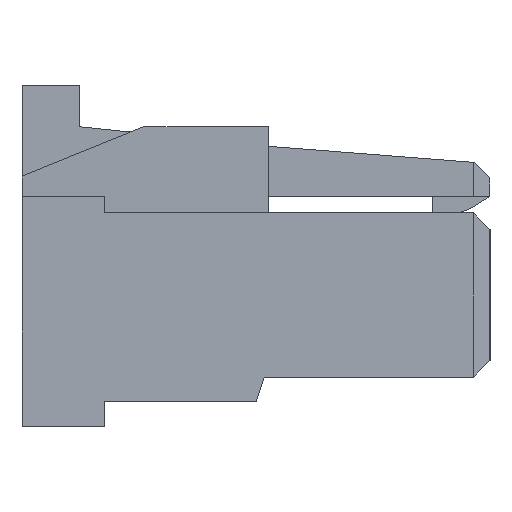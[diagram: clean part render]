
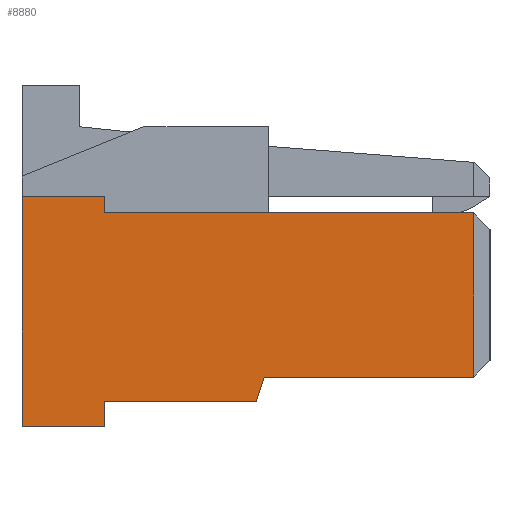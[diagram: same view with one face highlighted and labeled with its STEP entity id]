
A CAD part, left-side view. The second image highlights one B-rep face of the part: STEP entity #8880.
In plain terms, the highlighted planar face has unit normal (-1, 0, 0).
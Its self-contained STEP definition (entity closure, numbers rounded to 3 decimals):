
#37=DIRECTION('',(0.,0.,1.));
#38=VECTOR('',#37,2.8);
#39=CARTESIAN_POINT('',(-5.575,5.7,-2.075));
#40=LINE('',#39,#38);
#2167=DIRECTION('',(0.,0.,-1.));
#2168=VECTOR('',#2167,2.);
#2169=CARTESIAN_POINT('',(-5.575,0.2,0.525));
#2170=LINE('',#2169,#2168);
#2171=DIRECTION('',(0.,1.,0.));
#2172=VECTOR('',#2171,2.55);
#2173=CARTESIAN_POINT('',(-5.575,0.2,-1.475));
#2174=LINE('',#2173,#2172);
#2175=DIRECTION('',(0.,-0.316,0.949));
#2176=VECTOR('',#2175,0.316);
#2177=CARTESIAN_POINT('',(-5.575,2.85,-1.775));
#2178=LINE('',#2177,#2176);
#2179=DIRECTION('',(0.,1.,0.));
#2180=VECTOR('',#2179,1.85);
#2181=CARTESIAN_POINT('',(-5.575,2.85,-1.775));
#2182=LINE('',#2181,#2180);
#2183=DIRECTION('',(0.,0.,1.));
#2184=VECTOR('',#2183,0.3);
#2185=CARTESIAN_POINT('',(-5.575,4.7,-2.075));
#2186=LINE('',#2185,#2184);
#2187=DIRECTION('',(0.,1.,0.));
#2188=VECTOR('',#2187,1.);
#2189=CARTESIAN_POINT('',(-5.575,4.7,-2.075));
#2190=LINE('',#2189,#2188);
#2191=DIRECTION('',(0.,1.,0.));
#2192=VECTOR('',#2191,1.);
#2193=CARTESIAN_POINT('',(-5.575,4.7,0.725));
#2194=LINE('',#2193,#2192);
#2195=DIRECTION('',(0.,0.,-1.));
#2196=VECTOR('',#2195,0.2);
#2197=CARTESIAN_POINT('',(-5.575,4.7,0.725));
#2198=LINE('',#2197,#2196);
#2211=DIRECTION('',(0.,1.,0.));
#2212=VECTOR('',#2211,4.5);
#2213=CARTESIAN_POINT('',(-5.575,0.2,0.525));
#2214=LINE('',#2213,#2212);
#4660=CARTESIAN_POINT('',(-5.575,5.7,-2.075));
#4662=VERTEX_POINT('',#4660);
#4663=CARTESIAN_POINT('',(-5.575,4.7,-2.075));
#4664=CARTESIAN_POINT('',(-5.575,4.7,-1.775));
#4665=VERTEX_POINT('',#4663);
#4666=VERTEX_POINT('',#4664);
#5507=CARTESIAN_POINT('',(-5.575,2.85,-1.775));
#5508=CARTESIAN_POINT('',(-5.575,2.75,-1.475));
#5509=VERTEX_POINT('',#5507);
#5510=VERTEX_POINT('',#5508);
#5769=CARTESIAN_POINT('',(-5.575,0.2,0.525));
#5770=CARTESIAN_POINT('',(-5.575,0.2,-1.475));
#5771=VERTEX_POINT('',#5769);
#5772=VERTEX_POINT('',#5770);
#5791=CARTESIAN_POINT('',(-5.575,5.7,0.725));
#5793=VERTEX_POINT('',#5791);
#5818=CARTESIAN_POINT('',(-5.575,4.7,0.725));
#5820=VERTEX_POINT('',#5818);
#5831=CARTESIAN_POINT('',(-5.575,4.7,0.525));
#5832=VERTEX_POINT('',#5831);
#8858=CARTESIAN_POINT('',(-5.575,0.,-2.075));
#8859=DIRECTION('',(-1.,0.,0.));
#8860=DIRECTION('',(0.,0.,1.));
#8861=AXIS2_PLACEMENT_3D('',#8858,#8859,#8860);
#8862=PLANE('',#8861);
#8864=ORIENTED_EDGE('',*,*,#8863,.T.);
#8865=ORIENTED_EDGE('',*,*,#7963,.T.);
#8866=ORIENTED_EDGE('',*,*,#7279,.F.);
#8868=ORIENTED_EDGE('',*,*,#8867,.T.);
#8870=ORIENTED_EDGE('',*,*,#8869,.F.);
#8872=ORIENTED_EDGE('',*,*,#8871,.T.);
#8873=ORIENTED_EDGE('',*,*,#6210,.T.);
#8874=ORIENTED_EDGE('',*,*,#8850,.F.);
#8875=ORIENTED_EDGE('',*,*,#8821,.T.);
#8877=ORIENTED_EDGE('',*,*,#8876,.F.);
#8878=EDGE_LOOP('',(#8864,#8865,#8866,#8868,#8870,#8872,#8873,#8874,#8875,
#8877));
#8879=FACE_OUTER_BOUND('',#8878,.F.);
#6210=EDGE_CURVE('',#4662,#5793,#40,.T.);
#7279=EDGE_CURVE('',#5509,#5510,#2178,.T.);
#7963=EDGE_CURVE('',#5772,#5510,#2174,.T.);
#8821=EDGE_CURVE('',#5820,#5832,#2198,.T.);
#8850=EDGE_CURVE('',#5820,#5793,#2194,.T.);
#8863=EDGE_CURVE('',#5771,#5772,#2170,.T.);
#8867=EDGE_CURVE('',#5509,#4666,#2182,.T.);
#8869=EDGE_CURVE('',#4665,#4666,#2186,.T.);
#8871=EDGE_CURVE('',#4665,#4662,#2190,.T.);
#8876=EDGE_CURVE('',#5771,#5832,#2214,.T.);
#8880=ADVANCED_FACE('',(#8879),#8862,.T.);
